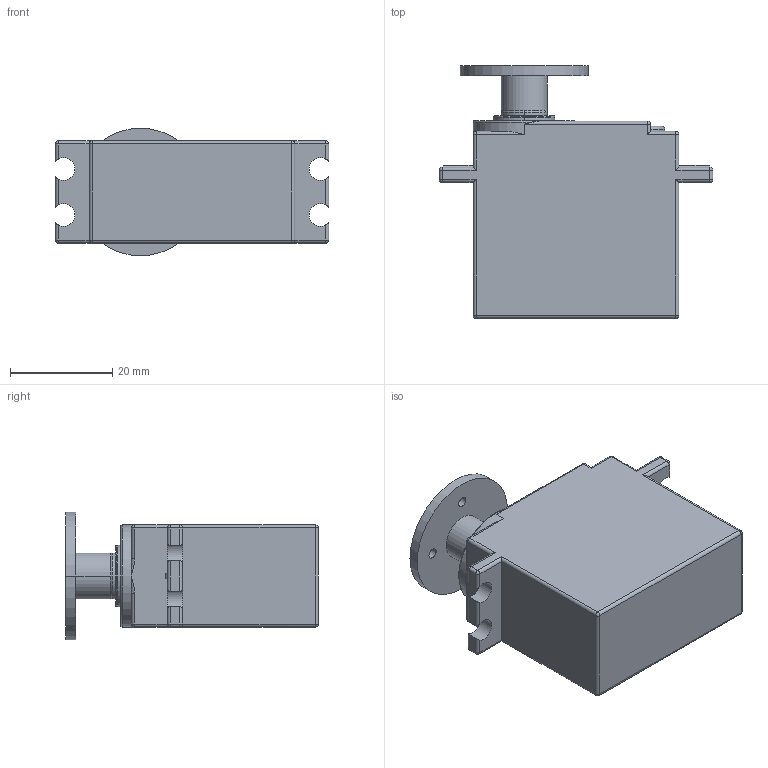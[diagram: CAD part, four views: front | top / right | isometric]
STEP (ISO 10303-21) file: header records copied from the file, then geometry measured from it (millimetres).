
FILE_DESCRIPTION((''),'2;1');
FILE_NAME('SERVO_AND_DISK_ASM','2023-07-07T00:08:28',('Lenovo'),(''),'CREO PARAMETRIC BY PTC INC, 2022073','CREO PARAMETRIC BY PTC INC, 2022073','');
FILE_SCHEMA(('CONFIG_CONTROL_DESIGN'));
Length unit declared in the file: millimetre
Products named in the file (3): SERVO; DISK_SERVO; SERVO_AND_DISK_ASM
Assembly tree (2 placements, depth 2):
  SERVO_AND_DISK_ASM
    SERVO
    DISK_SERVO
Bounding box: 53.6 x 49.5 x 25 mm (x, y, z)
Volume: 32798.7 mm3; surface area: 8576.1 mm2
Topology: 2 solids, 2 shells, 267 faces, 678 edges, 404 vertices
Faces by surface type: plane 146, cylinder 84, sphere 18, torus 15, bspline 4
Entity records: 8625 total; most frequent: CARTESIAN_POINT 2134, DIRECTION 1386, ORIENTED_EDGE 1320, EDGE_CURVE 660, AXIS2_PLACEMENT_3D 503, VERTEX_POINT 404, VECTOR 380, LINE 380
